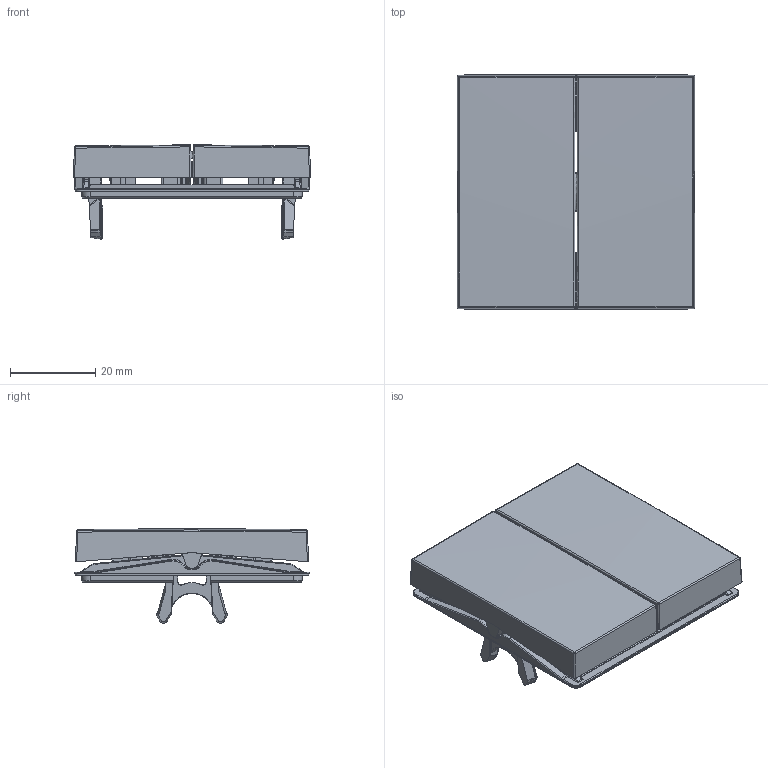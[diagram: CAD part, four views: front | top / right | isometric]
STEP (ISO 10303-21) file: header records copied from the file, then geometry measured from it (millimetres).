
FILE_DESCRIPTION((''),'2;1');
FILE_NAME('WAW2000_GEN_ASM','2025-03-13T08:53:07',('colosir'),(''),'CREO PARAMETRIC BY PTC INC, 2023154','CREO PARAMETRIC BY PTC INC, 2023154','');
FILE_SCHEMA(('AUTOMOTIVE_DESIGN { 1 0 10303 214 1 1 1 1 }'));
Length unit declared in the file: millimetre
Products named in the file (4): W4G0187_18; W1D1222_GEN; W1A2173_GEN; WAW2000_GEN_ASM
Assembly tree (4 placements, depth 2):
  WAW2000_GEN_ASM
    W4G0187_18
    W1D1222_GEN
    W1A2173_GEN  x2
Bounding box: 55.6 x 54.8 x 22.08 mm (x, y, z)
Volume: 14247.1 mm3; surface area: 15778 mm2
Topology: 3 solids, 3 shells, 4152 faces, 10997 edges, 6966 vertices
Faces by surface type: plane 2431, cylinder 726, bspline 452, extrusion 261, torus 132, sphere 80, cone 70
Entity records: 108000 total; most frequent: CARTESIAN_POINT 39675, ORIENTED_EDGE 15254, DIRECTION 12249, EDGE_CURVE 7627, VECTOR 5609, LINE 5435, VERTEX_POINT 4848, AXIS2_PLACEMENT_3D 3320
